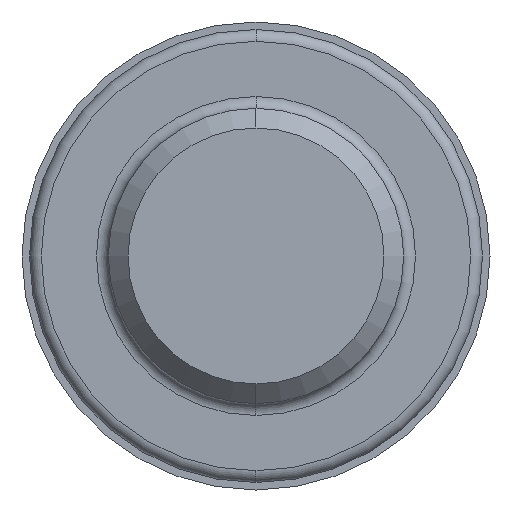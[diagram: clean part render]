
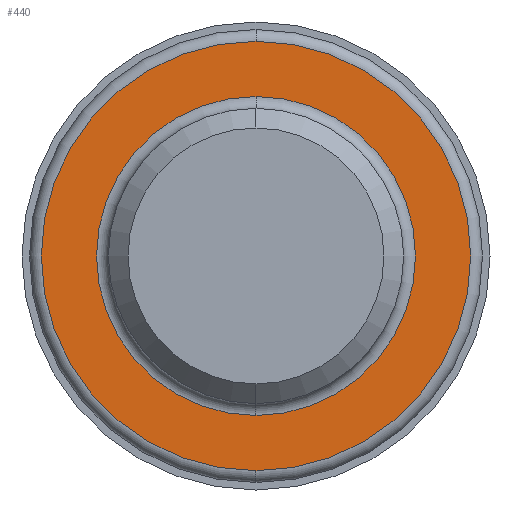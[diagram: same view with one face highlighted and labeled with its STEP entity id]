
A CAD part, left-side view. The second image highlights one B-rep face of the part: STEP entity #440.
In plain terms, the highlighted planar face has unit normal (-1, 0, 0).
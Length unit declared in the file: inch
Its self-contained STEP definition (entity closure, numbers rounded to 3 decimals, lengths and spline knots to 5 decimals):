
#36 = CARTESIAN_POINT ( 'NONE',  ( 2., 0., 0.40485 ) ) ;
#37 = DIRECTION ( 'NONE',  ( -1., 0., 0. ) ) ;
#59 = VERTEX_POINT ( 'NONE', #36 ) ;
#73 = CARTESIAN_POINT ( 'NONE',  ( 2., 0., 0. ) ) ;
#134 = DIRECTION ( 'NONE',  ( 0., 0., 1. ) ) ;
#157 = CARTESIAN_POINT ( 'NONE',  ( 2., 0., 0. ) ) ;
#164 = VERTEX_POINT ( 'NONE', #385 ) ;
#210 = AXIS2_PLACEMENT_3D ( 'NONE', #736, #667, #422 ) ;
#222 = DIRECTION ( 'NONE',  ( 0., 0., 1. ) ) ;
#302 = CARTESIAN_POINT ( 'NONE',  ( 2., 0., -0.40485 ) ) ;
#311 = DIRECTION ( 'NONE',  ( 0., 0., -1. ) ) ;
#326 = ORIENTED_EDGE ( 'NONE', *, *, #762, .F. ) ;
#385 = CARTESIAN_POINT ( 'NONE',  ( 2., 0., 0.545 ) ) ;
#391 = VERTEX_POINT ( 'NONE', #302 ) ;
#413 = CARTESIAN_POINT ( 'NONE',  ( 2., 0., 0. ) ) ;
#419 = AXIS2_PLACEMENT_3D ( 'NONE', #738, #562, #311 ) ;
#422 = DIRECTION ( 'NONE',  ( 0., 0., 1. ) ) ;
#424 = EDGE_CURVE ( 'NONE', #561, #164, #445, .T. ) ;
#425 = CIRCLE ( 'NONE', #523, 0.40485 ) ;
#428 = FACE_OUTER_BOUND ( 'NONE', #772, .T. ) ;
#440 = ADVANCED_FACE ( 'NONE', ( #761, #428 ), #485, .F. ) ;
#445 = CIRCLE ( 'NONE', #210, 0.545 ) ;
#459 = CIRCLE ( 'NONE', #793, 0.545 ) ;
#475 = DIRECTION ( 'NONE',  ( 0., 0., 1. ) ) ;
#481 = CARTESIAN_POINT ( 'NONE',  ( 2., 0., -0.545 ) ) ;
#485 = PLANE ( 'NONE',  #419 ) ;
#514 = DIRECTION ( 'NONE',  ( -1., 0., 0. ) ) ;
#523 = AXIS2_PLACEMENT_3D ( 'NONE', #157, #587, #222 ) ;
#561 = VERTEX_POINT ( 'NONE', #481 ) ;
#562 = DIRECTION ( 'NONE',  ( 1., 0., 0. ) ) ;
#569 = EDGE_LOOP ( 'NONE', ( #326, #637 ) ) ;
#587 = DIRECTION ( 'NONE',  ( -1., 0., 0. ) ) ;
#629 = ORIENTED_EDGE ( 'NONE', *, *, #684, .T. ) ;
#637 = ORIENTED_EDGE ( 'NONE', *, *, #805, .F. ) ;
#667 = DIRECTION ( 'NONE',  ( -1., 0., 0. ) ) ;
#684 = EDGE_CURVE ( 'NONE', #164, #561, #459, .T. ) ;
#685 = AXIS2_PLACEMENT_3D ( 'NONE', #413, #37, #475 ) ;
#736 = CARTESIAN_POINT ( 'NONE',  ( 2., 0., 0. ) ) ;
#738 = CARTESIAN_POINT ( 'NONE',  ( 2., 0.545, 0. ) ) ;
#739 = CIRCLE ( 'NONE', #685, 0.40485 ) ;
#752 = ORIENTED_EDGE ( 'NONE', *, *, #424, .T. ) ;
#761 = FACE_BOUND ( 'NONE', #569, .T. ) ;
#762 = EDGE_CURVE ( 'NONE', #59, #391, #425, .T. ) ;
#772 = EDGE_LOOP ( 'NONE', ( #629, #752 ) ) ;
#793 = AXIS2_PLACEMENT_3D ( 'NONE', #73, #514, #134 ) ;
#805 = EDGE_CURVE ( 'NONE', #391, #59, #739, .T. ) ;
